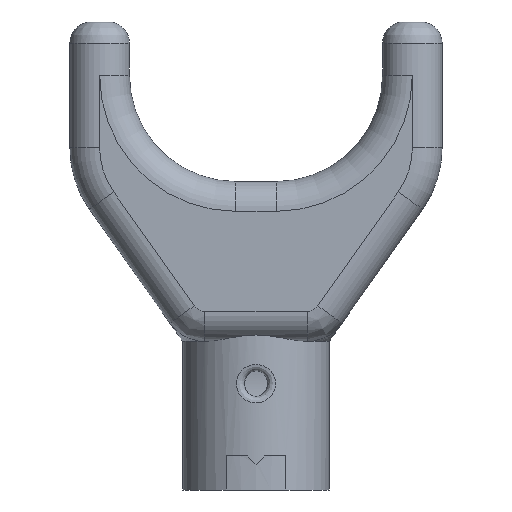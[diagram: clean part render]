
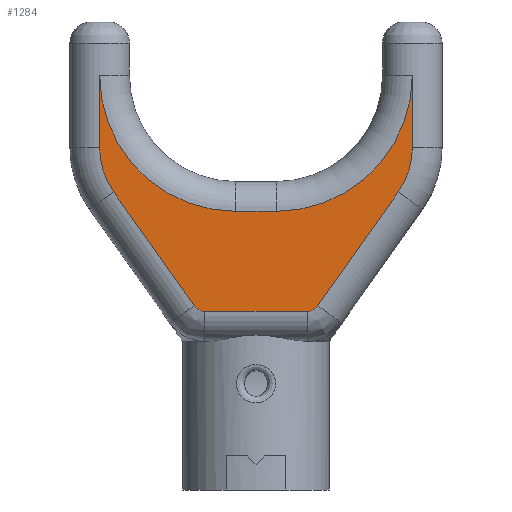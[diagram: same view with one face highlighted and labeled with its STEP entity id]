
A CAD part, left-side view. The second image highlights one B-rep face of the part: STEP entity #1284.
In plain terms, the highlighted planar face has unit normal (-1, 0, 0).
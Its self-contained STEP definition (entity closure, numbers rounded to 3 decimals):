
#72=PLANE('',#1444);
#148=FACE_OUTER_BOUND('',#229,.T.);
#229=EDGE_LOOP('',(#1043,#1044,#1045,#1046,#1047,#1048,#1049,#1050,#1051,
#1052,#1053,#1054));
#263=LINE('',#1963,#343);
#272=LINE('',#2030,#352);
#283=LINE('',#2079,#363);
#305=LINE('',#2237,#385);
#307=LINE('',#2265,#387);
#309=LINE('',#2290,#389);
#343=VECTOR('',#1524,10.);
#352=VECTOR('',#1563,10.);
#363=VECTOR('',#1624,10.);
#385=VECTOR('',#1734,10.);
#387=VECTOR('',#1746,10.);
#389=VECTOR('',#1758,10.);
#449=CIRCLE('',#1376,6.4);
#451=CIRCLE('',#1380,6.4);
#474=CIRCLE('',#1419,3.6);
#478=CIRCLE('',#1424,0.6);
#482=CIRCLE('',#1429,0.6);
#485=CIRCLE('',#1434,3.6);
#517=VERTEX_POINT('',#1960);
#518=VERTEX_POINT('',#1962);
#530=VERTEX_POINT('',#2027);
#531=VERTEX_POINT('',#2029);
#543=VERTEX_POINT('',#2073);
#544=VERTEX_POINT('',#2077);
#574=VERTEX_POINT('',#2230);
#575=VERTEX_POINT('',#2235);
#577=VERTEX_POINT('',#2248);
#581=VERTEX_POINT('',#2263);
#583=VERTEX_POINT('',#2283);
#584=VERTEX_POINT('',#2288);
#637=EDGE_CURVE('',#517,#518,#263,.T.);
#656=EDGE_CURVE('',#530,#531,#272,.T.);
#679=EDGE_CURVE('',#543,#530,#449,.T.);
#681=EDGE_CURVE('',#544,#543,#283,.T.);
#682=EDGE_CURVE('',#518,#544,#451,.T.);
#731=EDGE_CURVE('',#574,#517,#474,.T.);
#734=EDGE_CURVE('',#575,#574,#305,.T.);
#736=EDGE_CURVE('',#577,#575,#478,.T.);
#741=EDGE_CURVE('',#581,#577,#307,.T.);
#745=EDGE_CURVE('',#583,#581,#482,.T.);
#748=EDGE_CURVE('',#584,#583,#309,.T.);
#749=EDGE_CURVE('',#531,#584,#485,.T.);
#1043=ORIENTED_EDGE('',*,*,#682,.F.);
#1044=ORIENTED_EDGE('',*,*,#637,.F.);
#1045=ORIENTED_EDGE('',*,*,#731,.F.);
#1046=ORIENTED_EDGE('',*,*,#734,.F.);
#1047=ORIENTED_EDGE('',*,*,#736,.F.);
#1048=ORIENTED_EDGE('',*,*,#741,.F.);
#1049=ORIENTED_EDGE('',*,*,#745,.F.);
#1050=ORIENTED_EDGE('',*,*,#748,.F.);
#1051=ORIENTED_EDGE('',*,*,#749,.F.);
#1052=ORIENTED_EDGE('',*,*,#656,.F.);
#1053=ORIENTED_EDGE('',*,*,#679,.F.);
#1054=ORIENTED_EDGE('',*,*,#681,.F.);
#1284=ADVANCED_FACE('',(#148),#72,.T.);
#1376=AXIS2_PLACEMENT_3D('',#2075,#1618,#1619);
#1380=AXIS2_PLACEMENT_3D('',#2081,#1627,#1628);
#1419=AXIS2_PLACEMENT_3D('',#2232,#1726,#1727);
#1424=AXIS2_PLACEMENT_3D('',#2250,#1737,#1738);
#1429=AXIS2_PLACEMENT_3D('',#2285,#1750,#1751);
#1434=AXIS2_PLACEMENT_3D('',#2292,#1761,#1762);
#1444=AXIS2_PLACEMENT_3D('',#2306,#1783,#1784);
#1524=DIRECTION('',(0.,0.,1.));
#1563=DIRECTION('',(0.,0.,-1.));
#1618=DIRECTION('center_axis',(-1.,0.,0.));
#1619=DIRECTION('ref_axis',(0.,-0.707,-0.707));
#1624=DIRECTION('',(0.,-1.,0.));
#1627=DIRECTION('center_axis',(-1.,0.,0.));
#1628=DIRECTION('ref_axis',(0.,0.707,-0.707));
#1726=DIRECTION('center_axis',(1.,0.,0.));
#1727=DIRECTION('ref_axis',(0.,0.953,-0.303));
#1734=DIRECTION('',(0.,0.577,0.817));
#1737=DIRECTION('center_axis',(1.,0.,0.));
#1738=DIRECTION('ref_axis',(0.,0.46,-0.888));
#1746=DIRECTION('',(0.,1.,0.));
#1750=DIRECTION('center_axis',(1.,0.,0.));
#1751=DIRECTION('ref_axis',(0.,-0.46,-0.888));
#1758=DIRECTION('',(0.,0.577,-0.817));
#1761=DIRECTION('center_axis',(1.,0.,0.));
#1762=DIRECTION('ref_axis',(0.,-0.953,-0.303));
#1783=DIRECTION('center_axis',(-1.,0.,0.));
#1784=DIRECTION('ref_axis',(0.,0.,1.));
#1960=CARTESIAN_POINT('',(-4.,7.35,16.088));
#1962=CARTESIAN_POINT('',(-4.,7.35,19.5));
#1963=CARTESIAN_POINT('',(-4.,7.35,12.625));
#2027=CARTESIAN_POINT('',(-4.,-7.35,19.5));
#2029=CARTESIAN_POINT('',(-4.,-7.35,16.088));
#2030=CARTESIAN_POINT('',(-4.,-7.35,12.625));
#2073=CARTESIAN_POINT('',(-4.,-0.95,13.1));
#2075=CARTESIAN_POINT('Origin',(-4.,-0.95,19.5));
#2077=CARTESIAN_POINT('',(-4.,0.95,13.1));
#2079=CARTESIAN_POINT('',(-4.,4.375,13.1));
#2081=CARTESIAN_POINT('Origin',(-4.,0.95,19.5));
#2230=CARTESIAN_POINT('',(-4.,6.69,14.011));
#2232=CARTESIAN_POINT('Origin',(-4.,3.75,16.088));
#2235=CARTESIAN_POINT('',(-4.,2.904,8.654));
#2237=CARTESIAN_POINT('',(-4.,2.616,8.245));
#2248=CARTESIAN_POINT('',(-4.,2.414,8.4));
#2250=CARTESIAN_POINT('Origin',(-4.,2.414,9.));
#2263=CARTESIAN_POINT('',(-4.,-2.414,8.4));
#2265=CARTESIAN_POINT('',(-4.,-1.725,8.4));
#2283=CARTESIAN_POINT('',(-4.,-2.904,8.654));
#2285=CARTESIAN_POINT('Origin',(-4.,-2.414,9.));
#2288=CARTESIAN_POINT('',(-4.,-6.69,14.011));
#2290=CARTESIAN_POINT('',(-4.,-5.266,11.995));
#2292=CARTESIAN_POINT('Origin',(-4.,-3.75,16.088));
#2306=CARTESIAN_POINT('Origin',(-4.,0.,10.75));
